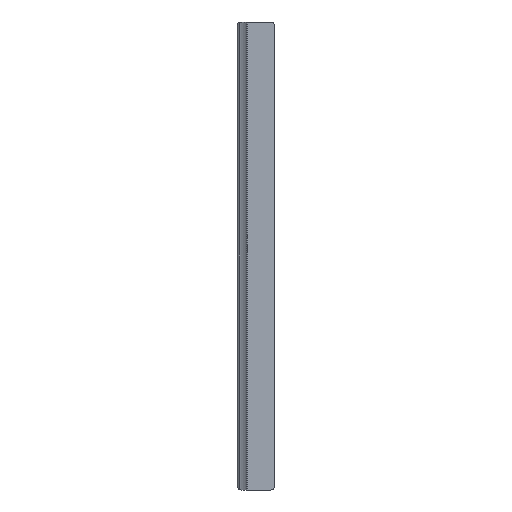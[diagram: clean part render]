
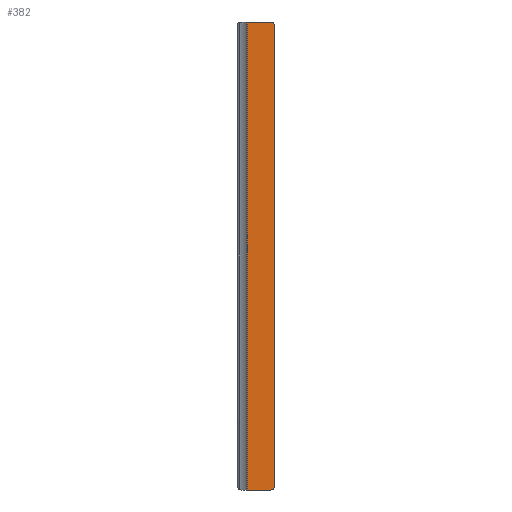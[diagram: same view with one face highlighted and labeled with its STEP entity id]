
A CAD part, front view. The second image highlights one B-rep face of the part: STEP entity #382.
In plain terms, the highlighted planar face has unit normal (0, -1, 0).
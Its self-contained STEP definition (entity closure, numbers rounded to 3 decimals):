
#22=DIRECTION('',(1.,0.,0.));
#23=VECTOR('',#22,11.);
#24=CARTESIAN_POINT('',(4.8,-1.,-111.));
#25=LINE('',#24,#23);
#43=CARTESIAN_POINT('',(15.8,-1.,-109.));
#44=DIRECTION('',(0.,-1.,0.));
#45=DIRECTION('',(0.,0.,-1.));
#46=AXIS2_PLACEMENT_3D('',#43,#44,#45);
#48=DIRECTION('',(0.,0.,1.));
#49=VECTOR('',#48,222.);
#50=CARTESIAN_POINT('',(4.8,-1.,-111.));
#51=LINE('',#50,#49);
#52=CARTESIAN_POINT('',(15.8,-1.,109.));
#53=DIRECTION('',(0.,-1.,0.));
#54=DIRECTION('',(1.,0.,0.));
#55=AXIS2_PLACEMENT_3D('',#52,#53,#54);
#161=DIRECTION('',(1.,0.,0.));
#162=VECTOR('',#161,11.);
#163=CARTESIAN_POINT('',(4.8,-1.,111.));
#164=LINE('',#163,#162);
#203=DIRECTION('',(0.,0.,1.));
#204=VECTOR('',#203,218.);
#205=CARTESIAN_POINT('',(17.8,-1.,-109.));
#206=LINE('',#205,#204);
#236=CARTESIAN_POINT('',(4.8,-1.,-111.));
#238=VERTEX_POINT('',#236);
#240=CARTESIAN_POINT('',(4.8,-1.,111.));
#242=VERTEX_POINT('',#240);
#259=CARTESIAN_POINT('',(15.8,-1.,-111.));
#260=CARTESIAN_POINT('',(17.8,-1.,-109.));
#261=VERTEX_POINT('',#259);
#262=VERTEX_POINT('',#260);
#263=CARTESIAN_POINT('',(17.8,-1.,109.));
#264=CARTESIAN_POINT('',(15.8,-1.,111.));
#265=VERTEX_POINT('',#263);
#266=VERTEX_POINT('',#264);
#365=CARTESIAN_POINT('',(4.8,-1.,-111.));
#366=DIRECTION('',(0.,-1.,0.));
#367=DIRECTION('',(1.,0.,0.));
#368=AXIS2_PLACEMENT_3D('',#365,#366,#367);
#369=PLANE('',#368);
#370=ORIENTED_EDGE('',*,*,#358,.F.);
#371=ORIENTED_EDGE('',*,*,#314,.F.);
#373=ORIENTED_EDGE('',*,*,#372,.T.);
#375=ORIENTED_EDGE('',*,*,#374,.T.);
#377=ORIENTED_EDGE('',*,*,#376,.F.);
#379=ORIENTED_EDGE('',*,*,#378,.F.);
#380=EDGE_LOOP('',(#370,#371,#373,#375,#377,#379));
#381=FACE_OUTER_BOUND('',#380,.F.);
#382=ADVANCED_FACE('',(#381),#369,.T.);
#47=CIRCLE('',#46,2.);
#56=CIRCLE('',#55,2.);
#314=EDGE_CURVE('',#238,#261,#25,.T.);
#358=EDGE_CURVE('',#261,#262,#47,.T.);
#372=EDGE_CURVE('',#238,#242,#51,.T.);
#374=EDGE_CURVE('',#242,#266,#164,.T.);
#376=EDGE_CURVE('',#265,#266,#56,.T.);
#378=EDGE_CURVE('',#262,#265,#206,.T.);
